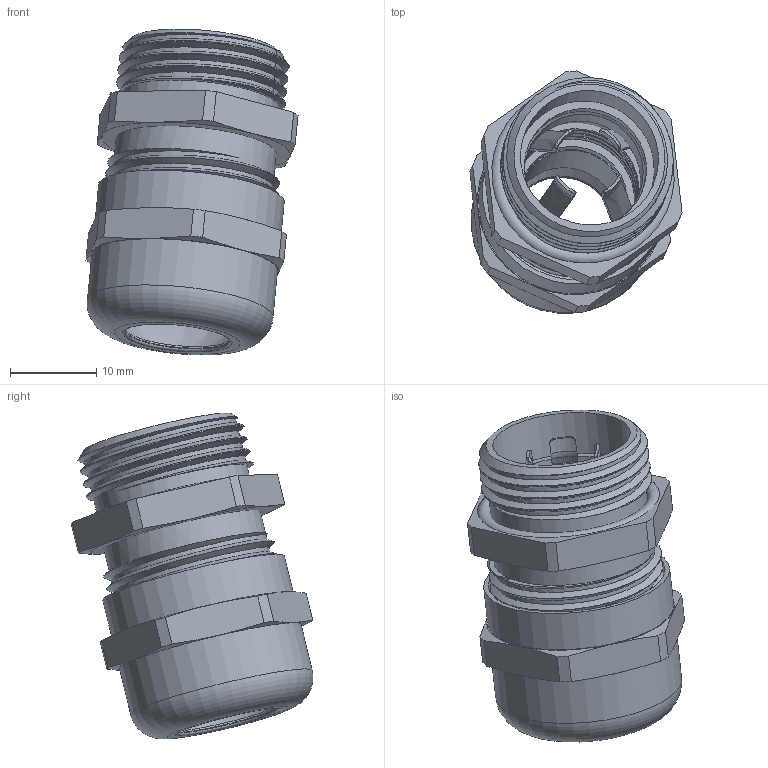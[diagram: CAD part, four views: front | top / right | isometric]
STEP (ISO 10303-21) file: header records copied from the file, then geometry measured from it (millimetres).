
FILE_DESCRIPTION(/* description */ ('Euro-Top-EMV 3/M M20x1,5'),/* implementation_level */ '2;1');
FILE_NAME(/* name */ '61084520LF-RST.stp',/* time_stamp */ '2020-10-15T09:35:39+02:00',/* author */ ('sl'),/* organization */ (''),/* preprocessor_version */ 'ST-DEVELOPER v16.5',/* originating_system */ 'Autodesk Inventor 2017',/* authorisation */ '');
FILE_SCHEMA (('AUTOMOTIVE_DESIGN { 1 0 10303 214 3 1 1 }'));
Length unit declared in the file: millimetre
Products named in the file (8): 61084520LF; 61084520; 61084520_1; 61084520_2; 61084520_3; 61084516; 61084520_4; 61084520_5
Assembly tree (7 placements, depth 2):
  61084520LF
    61084520
    61084520_1
    61084520_2
    61084520_3
    61084516
    61084520_4
    61084520_5
Bounding box: 24.66 x 28.11 x 37.88 mm (x, y, z)
Volume: 5269.5 mm3; surface area: 11293.9 mm2
Topology: 7 solids, 7 shells, 351 faces, 941 edges, 615 vertices
Faces by surface type: plane 149, cylinder 109, torus 39, cone 39, bspline 15
Full cylindrical faces by diameter (mm): 12.19 x1, 12.46 x1, 12.67 x1, 13.86 x1, 14.26 x3, 14.28 x1, 14.46 x4, 15.24 x1, 15.82 x1, 16 x2, 16.1 x1, 16.44 x1, 16.46 x1, 16.55 x1, 16.94 x1, 17.26 x1, 18.268 x4, 18.738 x3, 19.03 x1, 20.682 x7, 21.312 x1, 21.74 x2
Entity records: 14280 total; most frequent: CARTESIAN_POINT 5954, DIRECTION 1716, ORIENTED_EDGE 1696, EDGE_CURVE 848, AXIS2_PLACEMENT_3D 708, VERTEX_POINT 578, EDGE_LOOP 406, FACE_OUTER_BOUND 338
